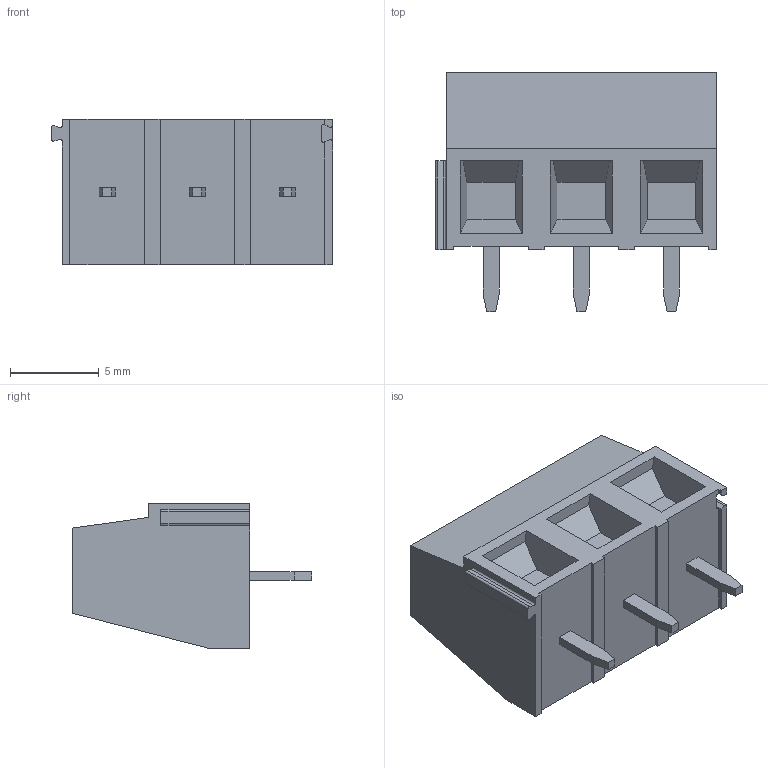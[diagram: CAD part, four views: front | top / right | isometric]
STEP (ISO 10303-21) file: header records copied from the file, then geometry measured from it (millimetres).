
FILE_DESCRIPTION((''),'2;1');
FILE_NAME('C-282837-3','2009-03-16T',('workeradm'),('Tyco Electronics Corporation'),'PRO/ENGINEER BY PARAMETRIC TECHNOLOGY CORPORATION, 2007390','PRO/ENGINEER BY PARAMETRIC TECHNOLOGY CORPORATION, 2007390','');
FILE_SCHEMA(('AUTOMOTIVE_DESIGN { 1 0 10303 214 1 1 1 1 }'));
Length unit declared in the file: millimetre
Products named in the file (1): C-282837-3
Bounding box: 15.84 x 13.5 x 8.2 mm (x, y, z)
Volume: 940.7 mm3; surface area: 825.5 mm2
Topology: 1 solids, 1 shells, 126 faces, 339 edges, 226 vertices
Faces by surface type: plane 108, cylinder 18
Entity records: 4010 total; most frequent: CARTESIAN_POINT 692, ORIENTED_EDGE 678, DIRECTION 639, EDGE_CURVE 339, VECTOR 291, LINE 291, VERTEX_POINT 226, AXIS2_PLACEMENT_3D 174
